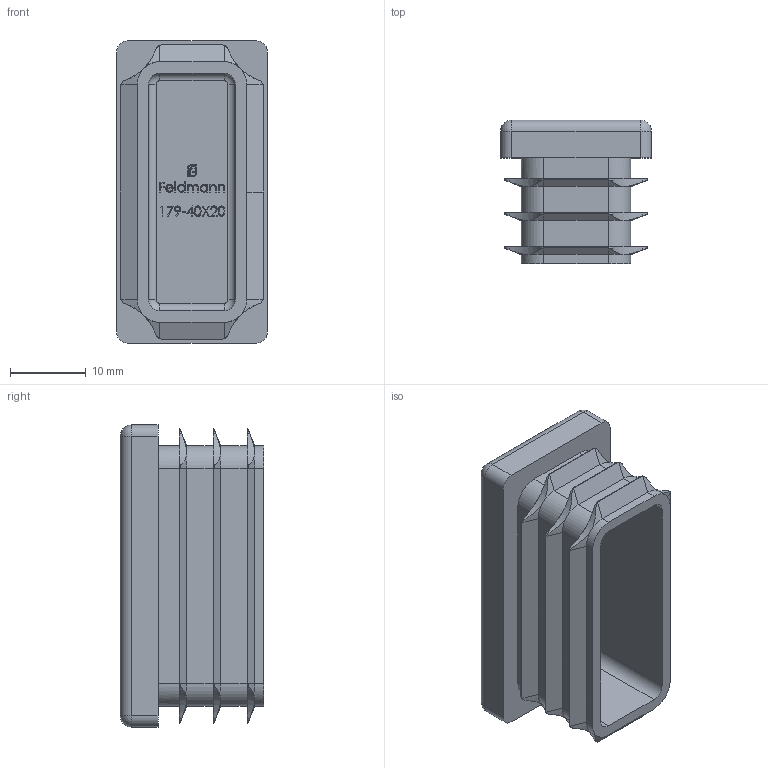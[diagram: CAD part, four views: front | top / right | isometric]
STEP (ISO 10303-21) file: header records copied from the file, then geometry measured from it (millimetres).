
FILE_DESCRIPTION (( 'STEP AP203' ), '1' );
FILE_NAME ('179-40X20.step', '2021-01-25T13:14:08', ( '' ), ( '' ), 'SwSTEP 2.0', 'SolidWorks 2018', '' );
FILE_SCHEMA (( 'CONFIG_CONTROL_DESIGN' ));
Length unit declared in the file: millimetre
Products named in the file (2): 179-40X20
Bounding box: 20 x 19 x 40 mm (x, y, z)
Volume: 6104.1 mm3; surface area: 5472.3 mm2
Topology: 1 solids, 1 shells, 447 faces, 1184 edges, 762 vertices
Faces by surface type: plane 231, bspline 101, cylinder 83, cone 24, sphere 4, torus 4
Entity records: 19034 total; most frequent: CARTESIAN_POINT 8652, ORIENTED_EDGE 2360, DIRECTION 1721, EDGE_CURVE 1180, VERTEX_POINT 762, VECTOR 691, LINE 691, AXIS2_PLACEMENT_3D 515
